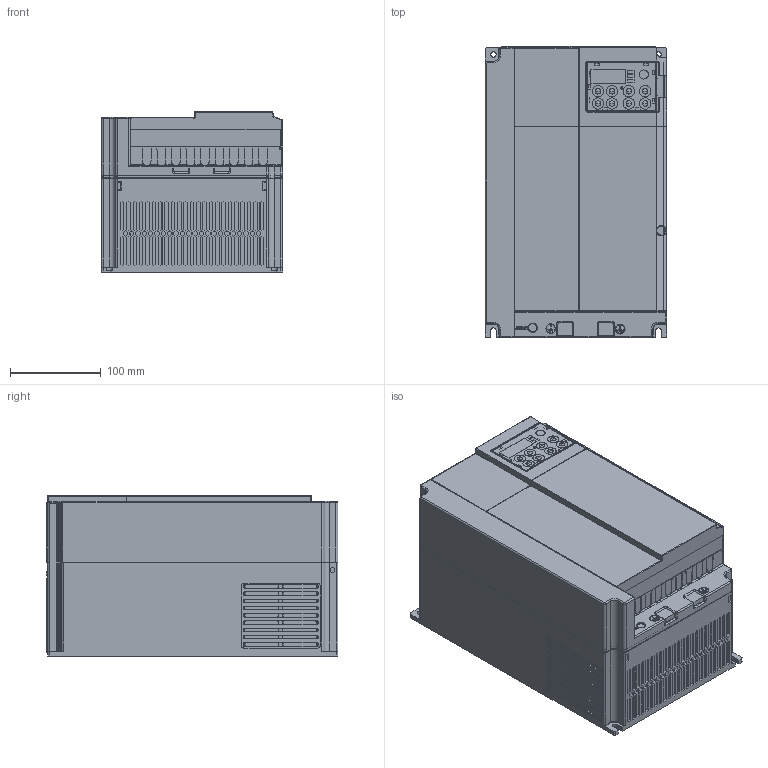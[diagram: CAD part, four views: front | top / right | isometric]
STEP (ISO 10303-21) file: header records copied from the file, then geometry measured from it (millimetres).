
FILE_DESCRIPTION (( 'STEP AP214' ), '1' );
FILE_NAME ('FC-430-E_1.STEP', '2025-03-31T09:20:26', ( '' ), ( '' ), 'SwSTEP 2.0', 'SolidWorks 2023', '' );
FILE_SCHEMA (( 'AUTOMOTIVE_DESIGN' ));
Length unit declared in the file: millimetre
Products named in the file (1): FC-430-E_1
Bounding box: 200.09 x 321.6 x 177.1 mm (x, y, z)
Volume: 10211495.7 mm3; surface area: 544221.5 mm2
Topology: 1 solids, 24 shells, 3977 faces, 11010 edges, 7112 vertices
Faces by surface type: plane 2475, cylinder 837, torus 254, bspline 202, cone 177, sphere 32
Entity records: 145631 total; most frequent: CARTESIAN_POINT 45049, ORIENTED_EDGE 21988, DIRECTION 19470, EDGE_CURVE 10994, VECTOR 7722, LINE 7722, VERTEX_POINT 7110, AXIS2_PLACEMENT_3D 5874
